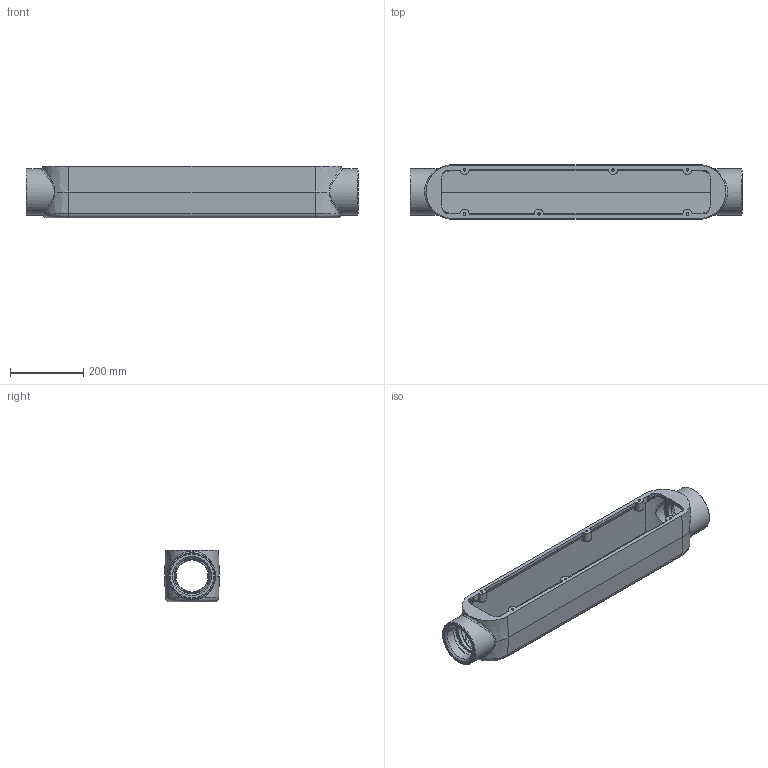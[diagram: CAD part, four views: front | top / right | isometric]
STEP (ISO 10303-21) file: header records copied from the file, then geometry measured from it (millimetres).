
FILE_DESCRIPTION(/* description */ (''),/* implementation_level */ '2;1');
FILE_NAME(/* name */ 'KIL_MOC-9.stp',/* time_stamp */ '2020-06-03T18:52:51+05:00',/* author */ ('lsugumaran'),/* organization */ (''),/* preprocessor_version */ 'ST-DEVELOPER v18',/* originating_system */ 'Autodesk Inventor 2020',/* authorisation */ '');
FILE_SCHEMA (('AUTOMOTIVE_DESIGN { 1 0 10303 214 3 1 1 }'));
Length unit declared in the file: inch
Products named in the file (1): 21250-2
Bounding box: 908.05 x 149.22 x 141.29 mm (x, y, z)
Volume: 3773332.7 mm3; surface area: 784915.7 mm2
Topology: 1 solids, 1 shells, 744 faces, 1925 edges, 1199 vertices
Faces by surface type: bspline 285, plane 267, cylinder 106, cone 62, torus 12, sphere 12
Full cylindrical faces by diameter (mm): 6.401 x6, 87.579 x2, 101.879 x2, 127 x2
Entity records: 37672 total; most frequent: CARTESIAN_POINT 21358, ORIENTED_EDGE 3786, DIRECTION 2674, EDGE_CURVE 1893, VERTEX_POINT 1199, AXIS2_PLACEMENT_3D 911, LINE 852, VECTOR 852
